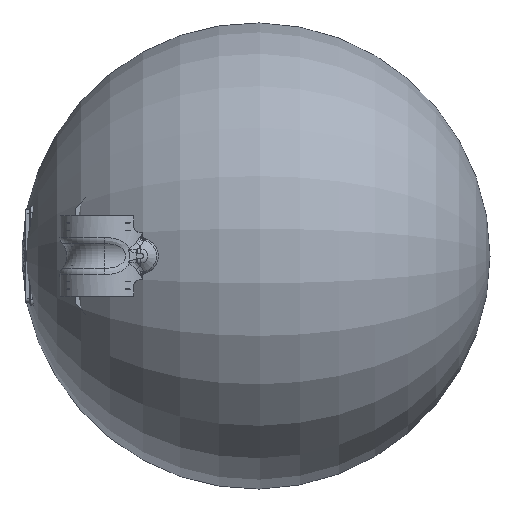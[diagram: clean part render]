
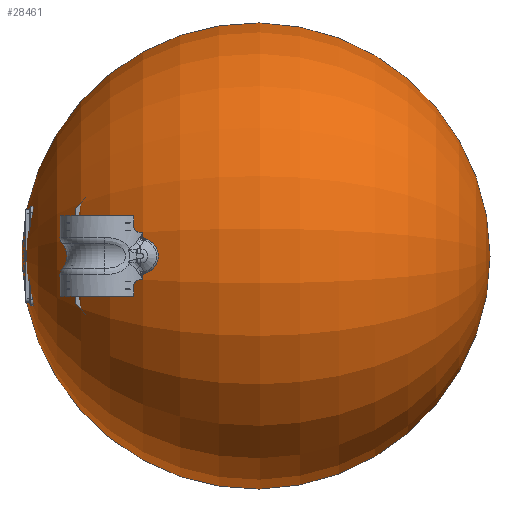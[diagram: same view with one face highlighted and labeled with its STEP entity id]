
A CAD part, left-side view. The second image highlights one B-rep face of the part: STEP entity #28461.
In plain terms, the highlighted toroidal (fillet/blend) face has major radius 0.472 mm and minor radius 200 mm.
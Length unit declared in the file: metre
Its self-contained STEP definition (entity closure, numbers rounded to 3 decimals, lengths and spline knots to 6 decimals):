
#1806=DEGENERATE_TOROIDAL_SURFACE('',#37094,0.000472,0.2,.T.);
#1841=VERTEX_LOOP('',#19046);
#2279=B_SPLINE_CURVE_WITH_KNOTS('',3,(#51809,#51810,#51811,#51812,#51813,
#51814,#51815,#51816,#51817,#51818,#51819,#51820,#51821,#51822,#51823,#51824,
#51825,#51826),.UNSPECIFIED.,.F.,.F.,(4,2,2,2,2,2,2,2,4),(0.,0.001021,
0.002041,0.003062,0.004082,0.005103,
0.006124,0.007144,0.008165),
 .UNSPECIFIED.);
#2284=B_SPLINE_CURVE_WITH_KNOTS('',3,(#51877,#51878,#51879,#51880,#51881,
#51882,#51883,#51884,#51885,#51886,#51887,#51888,#51889,#51890,#51891,#51892,
#51893,#51894),.UNSPECIFIED.,.F.,.F.,(4,2,2,2,2,2,2,2,4),(0.008165,
0.009186,0.010206,0.011227,0.012248,
0.013268,0.014289,0.01531,0.01633),
 .UNSPECIFIED.);
#9290=ORIENTED_EDGE('',*,*,#15368,.T.);
#9291=ORIENTED_EDGE('',*,*,#15373,.T.);
#9292=ORIENTED_EDGE('',*,*,#15353,.T.);
#15353=EDGE_CURVE('',#18952,#18953,#21299,.T.);
#15368=EDGE_CURVE('',#18953,#18965,#2279,.T.);
#15373=EDGE_CURVE('',#18965,#18952,#2284,.T.);
#18952=VERTEX_POINT('',#51722);
#18953=VERTEX_POINT('',#51723);
#18965=VERTEX_POINT('',#51827);
#19046=VERTEX_POINT('',#52747);
#21299=CIRCLE('',#36955,0.034986);
#23347=EDGE_LOOP('',(#9290,#9291,#9292));
#25634=FACE_BOUND('',#23347,.T.);
#25635=FACE_BOUND('',#1841,.T.);
#28461=ADVANCED_FACE('',(#25634,#25635),#1806,.T.);
#36955=AXIS2_PLACEMENT_3D('',#51721,#42343,#42344);
#37094=AXIS2_PLACEMENT_3D('',#52746,#42687,#42688);
#42343=DIRECTION('',(0.,0.,-1.));
#42344=DIRECTION('',(1.,0.,0.));
#42687=DIRECTION('',(0.,0.,1.));
#42688=DIRECTION('',(1.,0.,0.));
#51721=CARTESIAN_POINT('',(0.,0.,-0.0425));
#51722=CARTESIAN_POINT('',(0.034553,-0.005488,-0.0425));
#51723=CARTESIAN_POINT('',(0.034553,0.005488,-0.0425));
#51809=CARTESIAN_POINT('',(0.034553,0.005488,-0.0425));
#51810=CARTESIAN_POINT('',(0.034215,0.005455,-0.042559));
#51811=CARTESIAN_POINT('',(0.033886,0.005392,-0.042617));
#51812=CARTESIAN_POINT('',(0.03324,0.005206,-0.04273));
#51813=CARTESIAN_POINT('',(0.032922,0.005082,-0.042786));
#51814=CARTESIAN_POINT('',(0.03232,0.004781,-0.042892));
#51815=CARTESIAN_POINT('',(0.032034,0.004604,-0.042942));
#51816=CARTESIAN_POINT('',(0.031497,0.004199,-0.043036));
#51817=CARTESIAN_POINT('',(0.031243,0.003967,-0.04308));
#51818=CARTESIAN_POINT('',(0.030787,0.003468,-0.04316));
#51819=CARTESIAN_POINT('',(0.030583,0.003199,-0.043196));
#51820=CARTESIAN_POINT('',(0.030225,0.002623,-0.043258));
#51821=CARTESIAN_POINT('',(0.03007,0.002314,-0.043285));
#51822=CARTESIAN_POINT('',(0.029824,0.001681,-0.043328));
#51823=CARTESIAN_POINT('',(0.029731,0.001354,-0.043344));
#51824=CARTESIAN_POINT('',(0.029604,0.000679,-0.043367));
#51825=CARTESIAN_POINT('',(0.029573,0.000339,-0.043372));
#51826=CARTESIAN_POINT('',(0.029573,0.,-0.043372));
#51827=CARTESIAN_POINT('',(0.029573,0.,-0.043372));
#51877=CARTESIAN_POINT('',(0.029573,0.,-0.043372));
#51878=CARTESIAN_POINT('',(0.029573,-0.000339,-0.043372));
#51879=CARTESIAN_POINT('',(0.029604,-0.000681,-0.043367));
#51880=CARTESIAN_POINT('',(0.029731,-0.001355,-0.043344));
#51881=CARTESIAN_POINT('',(0.029824,-0.001681,-0.043328));
#51882=CARTESIAN_POINT('',(0.03007,-0.002313,-0.043285));
#51883=CARTESIAN_POINT('',(0.030224,-0.002622,-0.043258));
#51884=CARTESIAN_POINT('',(0.030583,-0.003199,-0.043196));
#51885=CARTESIAN_POINT('',(0.030786,-0.003468,-0.04316));
#51886=CARTESIAN_POINT('',(0.031242,-0.003967,-0.04308));
#51887=CARTESIAN_POINT('',(0.031497,-0.004199,-0.043036));
#51888=CARTESIAN_POINT('',(0.032034,-0.004604,-0.042942));
#51889=CARTESIAN_POINT('',(0.03232,-0.004781,-0.042892));
#51890=CARTESIAN_POINT('',(0.032924,-0.005083,-0.042786));
#51891=CARTESIAN_POINT('',(0.033241,-0.005206,-0.04273));
#51892=CARTESIAN_POINT('',(0.033886,-0.005392,-0.042617));
#51893=CARTESIAN_POINT('',(0.034215,-0.005455,-0.042559));
#51894=CARTESIAN_POINT('',(0.034553,-0.005488,-0.0425));
#52746=CARTESIAN_POINT('',(0.,0.,0.154499));
#52747=CARTESIAN_POINT('',(0.,0.,-0.0455));
